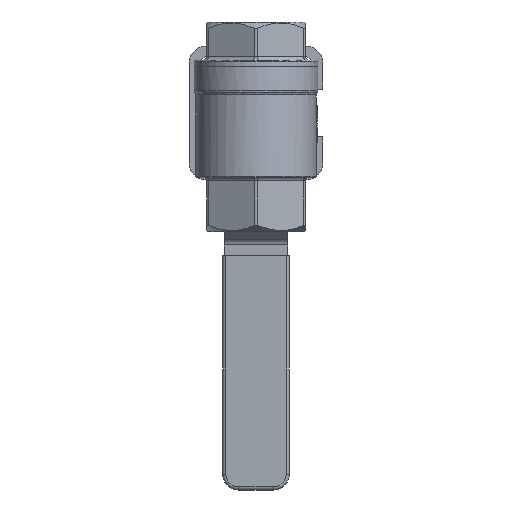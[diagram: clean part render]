
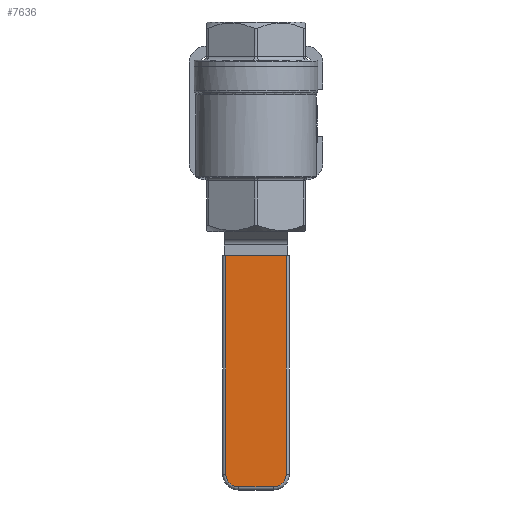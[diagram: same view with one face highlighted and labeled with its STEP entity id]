
A CAD part, front view. The second image highlights one B-rep face of the part: STEP entity #7636.
In plain terms, the highlighted planar face has unit normal (0, -1, 0).
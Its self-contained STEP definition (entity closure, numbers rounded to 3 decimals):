
#266=PLANE('',#8390);
#948=FACE_OUTER_BOUND('',#1410,.T.);
#1410=EDGE_LOOP('',(#6305,#6306,#6307,#6308,#6309,#6310));
#1754=CIRCLE('',#8381,4.);
#1758=CIRCLE('',#8387,4.);
#2246=LINE('',#14364,#2802);
#2249=LINE('',#14379,#2805);
#2251=LINE('',#14391,#2807);
#2252=LINE('',#14393,#2808);
#2802=VECTOR('',#9918,10.);
#2805=VECTOR('',#9935,10.);
#2807=VECTOR('',#9949,10.);
#2808=VECTOR('',#9952,10.);
#3473=VERTEX_POINT('',#14361);
#3474=VERTEX_POINT('',#14363);
#3476=VERTEX_POINT('',#14369);
#3478=VERTEX_POINT('',#14375);
#3480=VERTEX_POINT('',#14381);
#3482=VERTEX_POINT('',#14387);
#4427=EDGE_CURVE('',#3473,#3474,#2246,.T.);
#4432=EDGE_CURVE('',#3474,#3476,#1754,.T.);
#4435=EDGE_CURVE('',#3476,#3478,#2249,.T.);
#4438=EDGE_CURVE('',#3478,#3480,#1758,.T.);
#4441=EDGE_CURVE('',#3480,#3482,#2251,.T.);
#4442=EDGE_CURVE('',#3482,#3473,#2252,.T.);
#6305=ORIENTED_EDGE('',*,*,#4441,.F.);
#6306=ORIENTED_EDGE('',*,*,#4438,.F.);
#6307=ORIENTED_EDGE('',*,*,#4435,.F.);
#6308=ORIENTED_EDGE('',*,*,#4432,.F.);
#6309=ORIENTED_EDGE('',*,*,#4427,.F.);
#6310=ORIENTED_EDGE('',*,*,#4442,.F.);
#7636=ADVANCED_FACE('',(#948),#266,.T.);
#8381=AXIS2_PLACEMENT_3D('',#14373,#9928,#9929);
#8387=AXIS2_PLACEMENT_3D('',#14385,#9942,#9943);
#8390=AXIS2_PLACEMENT_3D('',#14392,#9950,#9951);
#9918=DIRECTION('',(0.,0.,-1.));
#9928=DIRECTION('center_axis',(0.,1.,0.));
#9929=DIRECTION('ref_axis',(0.707,0.,-0.707));
#9935=DIRECTION('',(-1.,0.,0.));
#9942=DIRECTION('center_axis',(0.,1.,0.));
#9943=DIRECTION('ref_axis',(-0.707,0.,-0.707));
#9949=DIRECTION('',(0.,0.,1.));
#9950=DIRECTION('center_axis',(0.,-1.,0.));
#9951=DIRECTION('ref_axis',(-1.,0.,0.));
#9952=DIRECTION('',(1.,0.,0.));
#14361=CARTESIAN_POINT('',(9.5,29.093,-45.));
#14363=CARTESIAN_POINT('',(9.5,29.093,-113.75));
#14364=CARTESIAN_POINT('',(9.5,29.093,-45.));
#14369=CARTESIAN_POINT('',(5.5,29.093,-117.75));
#14373=CARTESIAN_POINT('Origin',(5.5,29.093,-113.75));
#14375=CARTESIAN_POINT('',(-5.5,29.093,-117.75));
#14379=CARTESIAN_POINT('',(5.25,29.093,-117.75));
#14381=CARTESIAN_POINT('',(-9.5,29.093,-113.75));
#14385=CARTESIAN_POINT('Origin',(-5.5,29.093,-113.75));
#14387=CARTESIAN_POINT('',(-9.5,29.093,-45.));
#14391=CARTESIAN_POINT('',(-9.5,29.093,-45.));
#14392=CARTESIAN_POINT('Origin',(10.5,29.093,-45.));
#14393=CARTESIAN_POINT('',(-10.5,29.093,-45.));
